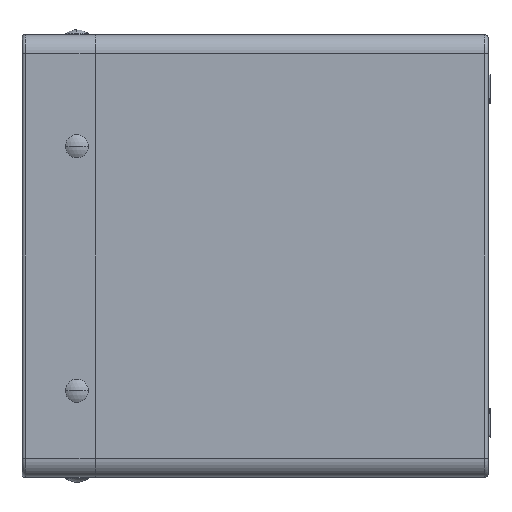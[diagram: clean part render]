
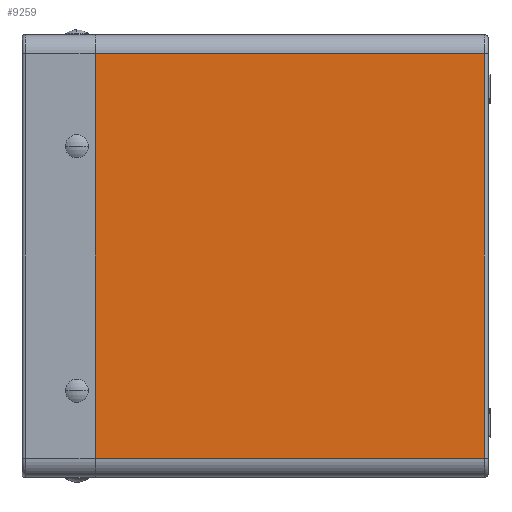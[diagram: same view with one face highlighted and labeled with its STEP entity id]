
A CAD part, left-side view. The second image highlights one B-rep face of the part: STEP entity #9259.
In plain terms, the highlighted planar face has unit normal (-1, 0, 0).
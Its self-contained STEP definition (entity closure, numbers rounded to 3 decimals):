
#127 = LINE ( 'NONE', #29540, #12800 ) ;
#414 = CARTESIAN_POINT ( 'NONE',  ( -200., -204., 105. ) ) ;
#2610 = CARTESIAN_POINT ( 'NONE',  ( -200., 0., -105. ) ) ;
#3099 = DIRECTION ( 'NONE',  ( 0., 0., 1. ) ) ;
#3256 = DIRECTION ( 'NONE',  ( 0., 1., 0. ) ) ;
#5566 = ORIENTED_EDGE ( 'NONE', *, *, #21523, .T. ) ;
#6049 = DIRECTION ( 'NONE',  ( 0., 0., 1. ) ) ;
#7027 = CARTESIAN_POINT ( 'NONE',  ( -200., 0., 105. ) ) ;
#7057 = CARTESIAN_POINT ( 'NONE',  ( -200., -202., 105. ) ) ;
#7461 = EDGE_CURVE ( 'NONE', #23964, #24015, #127, .T. ) ;
#8667 = LINE ( 'NONE', #9451, #9507 ) ;
#9259 = ADVANCED_FACE ( 'NONE', ( #23725 ), #14053, .T. ) ;
#9451 = CARTESIAN_POINT ( 'NONE',  ( -200., -204., -105. ) ) ;
#9507 = VECTOR ( 'NONE', #9561, 1000. ) ;
#9561 = DIRECTION ( 'NONE',  ( 0., -1., 0. ) ) ;
#10390 = VERTEX_POINT ( 'NONE', #7027 ) ;
#12576 = VERTEX_POINT ( 'NONE', #2610 ) ;
#12800 = VECTOR ( 'NONE', #32239, 1000. ) ;
#13655 = EDGE_CURVE ( 'NONE', #12576, #10390, #29239, .T. ) ;
#14053 = PLANE ( 'NONE',  #27913 ) ;
#20505 = EDGE_LOOP ( 'NONE', ( #29214, #27822, #5566, #20594 ) ) ;
#20594 = ORIENTED_EDGE ( 'NONE', *, *, #13655, .F. ) ;
#21523 = EDGE_CURVE ( 'NONE', #24015, #10390, #31624, .T. ) ;
#21999 = CARTESIAN_POINT ( 'NONE',  ( -200., 0., -115. ) ) ;
#22103 = CARTESIAN_POINT ( 'NONE',  ( -200., -204., -115. ) ) ;
#22213 = DIRECTION ( 'NONE',  ( -1., 0., 0. ) ) ;
#23725 = FACE_OUTER_BOUND ( 'NONE', #20505, .T. ) ;
#23964 = VERTEX_POINT ( 'NONE', #25671 ) ;
#24015 = VERTEX_POINT ( 'NONE', #7057 ) ;
#25671 = CARTESIAN_POINT ( 'NONE',  ( -200., -202., -105. ) ) ;
#27822 = ORIENTED_EDGE ( 'NONE', *, *, #7461, .T. ) ;
#27913 = AXIS2_PLACEMENT_3D ( 'NONE', #22103, #22213, #6049 ) ;
#28390 = VECTOR ( 'NONE', #3099, 1000. ) ;
#29214 = ORIENTED_EDGE ( 'NONE', *, *, #33831, .T. ) ;
#29239 = LINE ( 'NONE', #21999, #28390 ) ;
#29540 = CARTESIAN_POINT ( 'NONE',  ( -200., -202., 105. ) ) ;
#31624 = LINE ( 'NONE', #414, #33317 ) ;
#32239 = DIRECTION ( 'NONE',  ( 0., 0., 1. ) ) ;
#33317 = VECTOR ( 'NONE', #3256, 1000. ) ;
#33831 = EDGE_CURVE ( 'NONE', #12576, #23964, #8667, .T. ) ;
